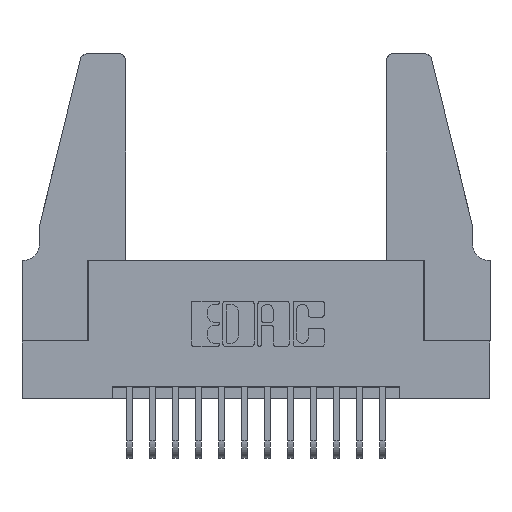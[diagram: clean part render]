
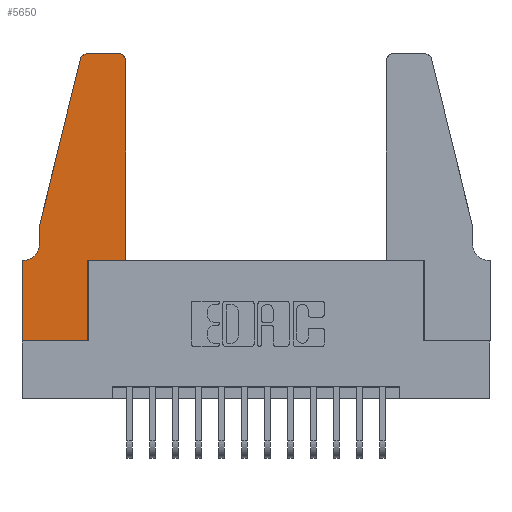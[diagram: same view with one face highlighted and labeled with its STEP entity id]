
A CAD part, top view. The second image highlights one B-rep face of the part: STEP entity #5650.
In plain terms, the highlighted planar face has unit normal (0, 0, 1).
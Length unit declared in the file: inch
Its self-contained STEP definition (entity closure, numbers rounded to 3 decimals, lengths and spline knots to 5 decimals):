
#11 = FACE_OUTER_BOUND ( 'NONE', #1494, .T. ) ;
#55 = CARTESIAN_POINT ( 'NONE',  ( 0., 0., 0.37 ) ) ;
#96 = CARTESIAN_POINT ( 'NONE',  ( 0.0755, 0.35, 0.37 ) ) ;
#111 = ORIENTED_EDGE ( 'NONE', *, *, #8886, .T. ) ;
#129 = DIRECTION ( 'NONE',  ( 0., 1., 0. ) ) ;
#348 = ORIENTED_EDGE ( 'NONE', *, *, #3803, .T. ) ;
#354 = CARTESIAN_POINT ( 'NONE',  ( 0.25487, 1.22718, 0.37 ) ) ;
#736 = LINE ( 'NONE', #14229, #6699 ) ;
#990 = LINE ( 'NONE', #13214, #3777 ) ;
#1494 = EDGE_LOOP ( 'NONE', ( #6003, #14104, #6259, #8692, #4665, #7055, #348, #14340, #9921, #7670, #7097, #111 ) ) ;
#1549 = VERTEX_POINT ( 'NONE', #11670 ) ;
#1646 = CIRCLE ( 'NONE', #11287, 0.03 ) ;
#1703 = EDGE_CURVE ( 'NONE', #6460, #9155, #7566, .T. ) ;
#1712 = CARTESIAN_POINT ( 'NONE',  ( 0.4505, 0.35, 0.37 ) ) ;
#1856 = CARTESIAN_POINT ( 'NONE',  ( 0.0055, 0.42, 0.37 ) ) ;
#1861 = VECTOR ( 'NONE', #9312, 39.37008 ) ;
#2275 = CIRCLE ( 'NONE', #5556, 0.07 ) ;
#2426 = VECTOR ( 'NONE', #13526, 39.37008 ) ;
#2568 = DIRECTION ( 'NONE',  ( 0., 0., 1. ) ) ;
#2699 = CARTESIAN_POINT ( 'NONE',  ( 0.284, 1.25, 0.37 ) ) ;
#3049 = DIRECTION ( 'NONE',  ( -1., 0., 0. ) ) ;
#3456 = DIRECTION ( 'NONE',  ( 0., 0., 1. ) ) ;
#3570 = LINE ( 'NONE', #96, #12302 ) ;
#3745 = VERTEX_POINT ( 'NONE', #55 ) ;
#3777 = VECTOR ( 'NONE', #9649, 39.37008 ) ;
#3803 = EDGE_CURVE ( 'NONE', #11006, #3745, #990, .T. ) ;
#4153 = DIRECTION ( 'NONE',  ( 1., 0., 0. ) ) ;
#4202 = CARTESIAN_POINT ( 'NONE',  ( 0.0055, 0.35, 0.37 ) ) ;
#4220 = CARTESIAN_POINT ( 'NONE',  ( 0.2865, 0.35, 0.37 ) ) ;
#4285 = VECTOR ( 'NONE', #4702, 39.37008 ) ;
#4658 = EDGE_CURVE ( 'NONE', #5944, #1549, #10693, .T. ) ;
#4665 = ORIENTED_EDGE ( 'NONE', *, *, #7285, .T. ) ;
#4702 = DIRECTION ( 'NONE',  ( -1., 0., 0. ) ) ;
#5518 = VECTOR ( 'NONE', #8850, 39.37008 ) ;
#5556 = AXIS2_PLACEMENT_3D ( 'NONE', #1856, #10191, #3049 ) ;
#5558 = LINE ( 'NONE', #6414, #2426 ) ;
#5630 = EDGE_CURVE ( 'NONE', #6645, #11006, #3570, .T. ) ;
#5650 = ADVANCED_FACE ( 'NONE', ( #11 ), #14347, .T. ) ;
#5884 = VERTEX_POINT ( 'NONE', #12491 ) ;
#5944 = VERTEX_POINT ( 'NONE', #4220 ) ;
#6003 = ORIENTED_EDGE ( 'NONE', *, *, #8202, .T. ) ;
#6259 = ORIENTED_EDGE ( 'NONE', *, *, #9217, .T. ) ;
#6361 = EDGE_CURVE ( 'NONE', #13206, #5944, #8575, .T. ) ;
#6375 = CARTESIAN_POINT ( 'NONE',  ( 0.0755, 0.5, 0.37 ) ) ;
#6414 = CARTESIAN_POINT ( 'NONE',  ( 0., 0., 0.37 ) ) ;
#6460 = VERTEX_POINT ( 'NONE', #2699 ) ;
#6574 = EDGE_CURVE ( 'NONE', #3745, #13206, #5558, .T. ) ;
#6645 = VERTEX_POINT ( 'NONE', #4202 ) ;
#6699 = VECTOR ( 'NONE', #8371, 39.37008 ) ;
#6804 = EDGE_CURVE ( 'NONE', #11786, #7304, #8179, .T. ) ;
#7055 = ORIENTED_EDGE ( 'NONE', *, *, #5630, .T. ) ;
#7097 = ORIENTED_EDGE ( 'NONE', *, *, #8251, .T. ) ;
#7277 = CARTESIAN_POINT ( 'NONE',  ( 0.2865, 0.35, 0.37 ) ) ;
#7285 = EDGE_CURVE ( 'NONE', #7304, #6645, #2275, .T. ) ;
#7304 = VERTEX_POINT ( 'NONE', #7832 ) ;
#7498 = VECTOR ( 'NONE', #4153, 39.37008 ) ;
#7566 = CIRCLE ( 'NONE', #12921, 0.03 ) ;
#7670 = ORIENTED_EDGE ( 'NONE', *, *, #4658, .T. ) ;
#7832 = CARTESIAN_POINT ( 'NONE',  ( 0.0755, 0.42, 0.37 ) ) ;
#8101 = CARTESIAN_POINT ( 'NONE',  ( 0.0755, 0.5, 0.37 ) ) ;
#8179 = LINE ( 'NONE', #8101, #1861 ) ;
#8202 = EDGE_CURVE ( 'NONE', #5884, #6460, #13735, .T. ) ;
#8251 = EDGE_CURVE ( 'NONE', #1549, #14079, #736, .T. ) ;
#8371 = DIRECTION ( 'NONE',  ( 0., 1., 0. ) ) ;
#8575 = LINE ( 'NONE', #7277, #14808 ) ;
#8692 = ORIENTED_EDGE ( 'NONE', *, *, #6804, .T. ) ;
#8718 = LINE ( 'NONE', #6375, #5518 ) ;
#8850 = DIRECTION ( 'NONE',  ( -0.239, -0.971, 0. ) ) ;
#8886 = EDGE_CURVE ( 'NONE', #14079, #5884, #1646, .T. ) ;
#9155 = VERTEX_POINT ( 'NONE', #354 ) ;
#9217 = EDGE_CURVE ( 'NONE', #9155, #11786, #8718, .T. ) ;
#9312 = DIRECTION ( 'NONE',  ( 0., -1., 0. ) ) ;
#9459 = CARTESIAN_POINT ( 'NONE',  ( 0.2605, 1.25, 0.37 ) ) ;
#9649 = DIRECTION ( 'NONE',  ( 0., -1., 0. ) ) ;
#9921 = ORIENTED_EDGE ( 'NONE', *, *, #6361, .T. ) ;
#10008 = CARTESIAN_POINT ( 'NONE',  ( 0., 0.35, 0.37 ) ) ;
#10191 = DIRECTION ( 'NONE',  ( 0., 0., -1. ) ) ;
#10587 = CARTESIAN_POINT ( 'NONE',  ( 0.4205, 1.22, 0.37 ) ) ;
#10693 = LINE ( 'NONE', #1712, #7498 ) ;
#10909 = DIRECTION ( 'NONE',  ( 1., 0., 0. ) ) ;
#11006 = VERTEX_POINT ( 'NONE', #10008 ) ;
#11025 = CARTESIAN_POINT ( 'NONE',  ( 0.2865, 0., 0.37 ) ) ;
#11287 = AXIS2_PLACEMENT_3D ( 'NONE', #10587, #3456, #11780 ) ;
#11378 = DIRECTION ( 'NONE',  ( 1., 0., 0. ) ) ;
#11394 = DIRECTION ( 'NONE',  ( 0., 0., 1. ) ) ;
#11501 = CARTESIAN_POINT ( 'NONE',  ( 0.284, 1.22, 0.37 ) ) ;
#11670 = CARTESIAN_POINT ( 'NONE',  ( 0.4505, 0.35, 0.37 ) ) ;
#11780 = DIRECTION ( 'NONE',  ( 1., 0., 0. ) ) ;
#11786 = VERTEX_POINT ( 'NONE', #13096 ) ;
#11978 = AXIS2_PLACEMENT_3D ( 'NONE', #13207, #2568, #10909 ) ;
#12302 = VECTOR ( 'NONE', #14297, 39.37008 ) ;
#12491 = CARTESIAN_POINT ( 'NONE',  ( 0.4205, 1.25, 0.37 ) ) ;
#12623 = CARTESIAN_POINT ( 'NONE',  ( 0.4505, 1.22, 0.37 ) ) ;
#12921 = AXIS2_PLACEMENT_3D ( 'NONE', #11501, #11394, #11378 ) ;
#13096 = CARTESIAN_POINT ( 'NONE',  ( 0.0755, 0.5, 0.37 ) ) ;
#13206 = VERTEX_POINT ( 'NONE', #11025 ) ;
#13207 = CARTESIAN_POINT ( 'NONE',  ( 0., 0.35, 0.37 ) ) ;
#13214 = CARTESIAN_POINT ( 'NONE',  ( 0., 0., 0.37 ) ) ;
#13526 = DIRECTION ( 'NONE',  ( 1., 0., 0. ) ) ;
#13735 = LINE ( 'NONE', #9459, #4285 ) ;
#14079 = VERTEX_POINT ( 'NONE', #12623 ) ;
#14104 = ORIENTED_EDGE ( 'NONE', *, *, #1703, .T. ) ;
#14229 = CARTESIAN_POINT ( 'NONE',  ( 0.4505, 0.35, 0.37 ) ) ;
#14297 = DIRECTION ( 'NONE',  ( -1., 0., 0. ) ) ;
#14340 = ORIENTED_EDGE ( 'NONE', *, *, #6574, .T. ) ;
#14347 = PLANE ( 'NONE',  #11978 ) ;
#14808 = VECTOR ( 'NONE', #129, 39.37008 ) ;
